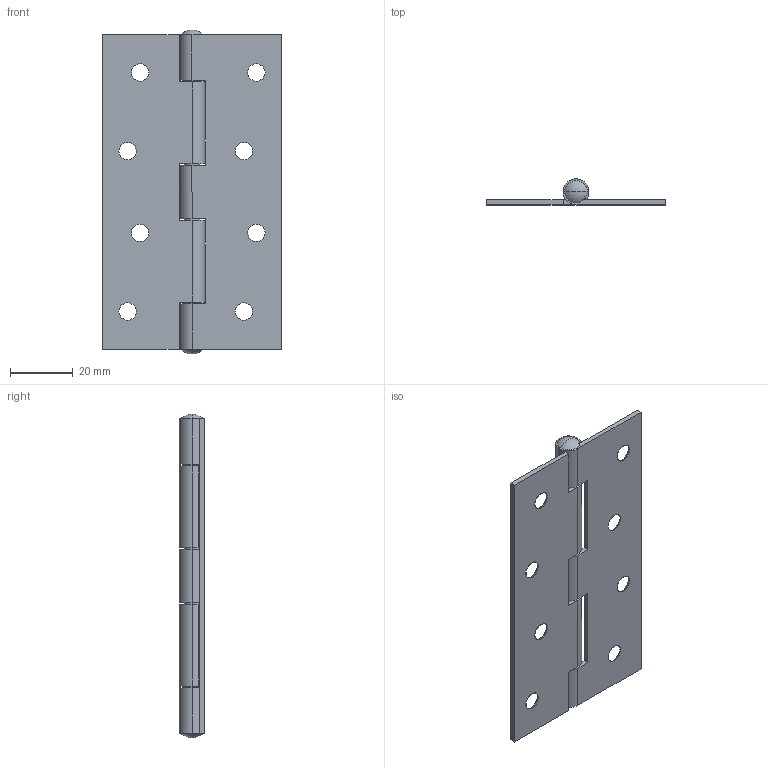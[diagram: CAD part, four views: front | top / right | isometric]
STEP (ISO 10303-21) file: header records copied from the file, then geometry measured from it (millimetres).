
FILE_DESCRIPTION (( 'STEP AP203' ), '1' );
FILE_NAME ('T63700.STEP', '2018-08-15T15:01:38', ( '' ), ( '' ), 'SwSTEP 2.0', 'SolidWorks 2016', '' );
FILE_SCHEMA (( 'CONFIG_CONTROL_DESIGN' ));
Length unit declared in the file: millimetre
Products named in the file (3): T63700; T63700-2; T63700-1
Assembly tree (2 placements, depth 2):
  T63700
    T63700-1
    T63700-2
Bounding box: 57 x 8.2 x 103 mm (x, y, z)
Volume: 12666.2 mm3; surface area: 15220.6 mm2
Topology: 2 solids, 2 shells, 90 faces, 252 edges, 162 vertices
Faces by surface type: cylinder 40, plane 30, cone 16, sphere 4
Entity records: 3273 total; most frequent: DIRECTION 558, CARTESIAN_POINT 509, ORIENTED_EDGE 504, EDGE_CURVE 252, AXIS2_PLACEMENT_3D 211, VERTEX_POINT 162, LINE 136, VECTOR 136
